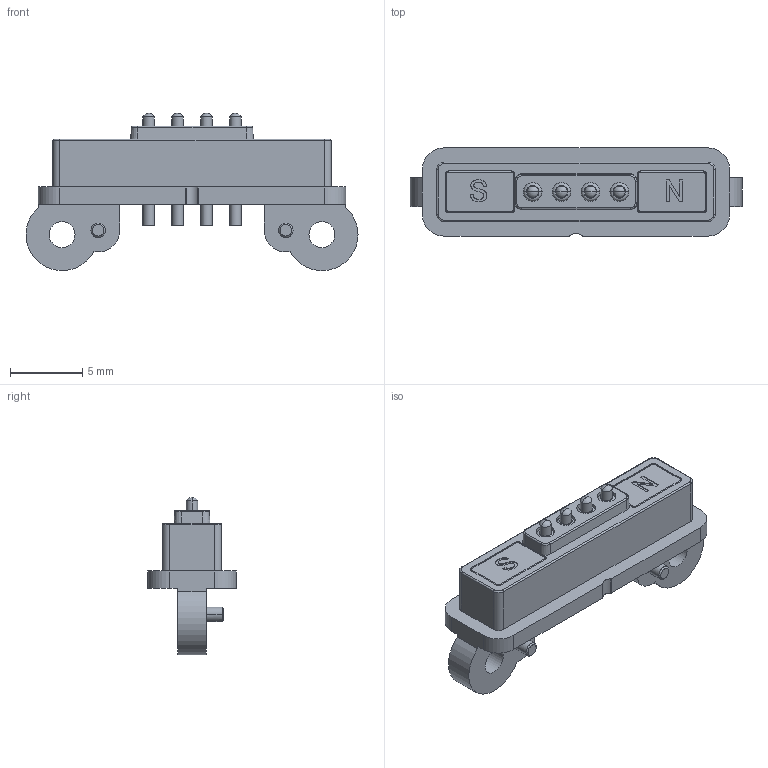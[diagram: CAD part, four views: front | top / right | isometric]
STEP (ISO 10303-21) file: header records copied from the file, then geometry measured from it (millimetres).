
FILE_DESCRIPTION (( 'STEP AP214' ), '1' );
FILE_NAME ('685J0421251124E.STEP', '2023-04-13T19:09:22', ( '' ), ( '' ), 'SwSTEP 2.0', 'SolidWorks 2020', '' );
FILE_SCHEMA (( 'AUTOMOTIVE_DESIGN' ));
Length unit declared in the file: millimetre
Products named in the file (1): 685J0421251124E
Bounding box: 23 x 6.1 x 10.89 mm (x, y, z)
Volume: 478.6 mm3; surface area: 888.4 mm2
Topology: 1 solids, 7 shells, 310 faces, 719 edges, 444 vertices
Faces by surface type: cylinder 128, plane 110, bspline 30, cone 18, torus 16, sphere 8
Entity records: 13087 total; most frequent: CARTESIAN_POINT 2728, DIRECTION 1521, ORIENTED_EDGE 1438, EDGE_CURVE 719, AXIS2_PLACEMENT_3D 577, VERTEX_POINT 444, VECTOR 367, LINE 367
